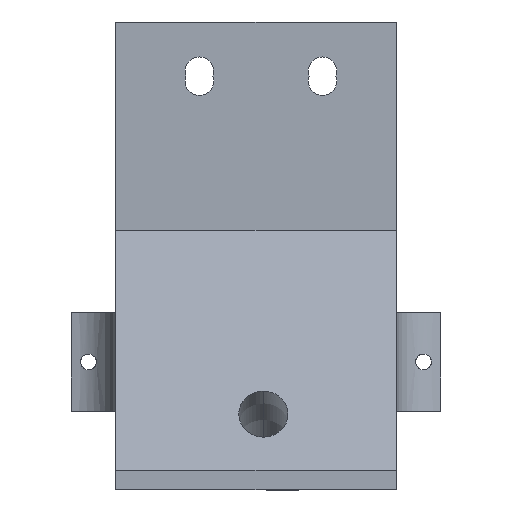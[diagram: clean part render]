
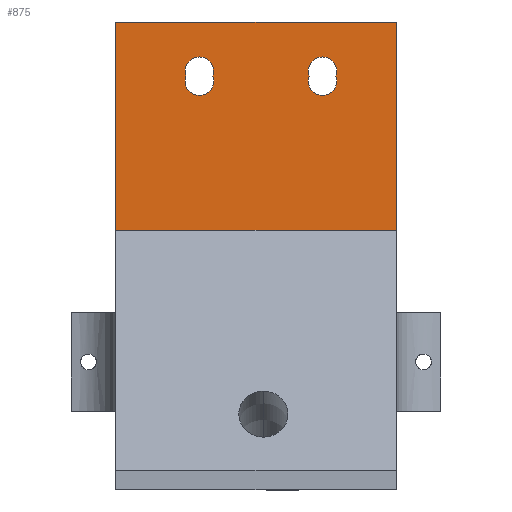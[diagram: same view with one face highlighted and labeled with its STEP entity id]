
A CAD part, front view. The second image highlights one B-rep face of the part: STEP entity #875.
In plain terms, the highlighted planar face has unit normal (0, -1, 0).
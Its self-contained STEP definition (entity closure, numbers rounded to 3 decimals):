
#13 = EDGE_CURVE ( 'NONE', #726, #1579, #1451, .T. ) ;
#39 = ORIENTED_EDGE ( 'NONE', *, *, #1574, .T. ) ;
#60 = DIRECTION ( 'NONE',  ( 0., 0., 1. ) ) ;
#64 = DIRECTION ( 'NONE',  ( 0., 1., 0. ) ) ;
#72 = CARTESIAN_POINT ( 'NONE',  ( 42., -4., -7. ) ) ;
#78 = ORIENTED_EDGE ( 'NONE', *, *, #131, .T. ) ;
#87 = LINE ( 'NONE', #655, #943 ) ;
#112 = VERTEX_POINT ( 'NONE', #681 ) ;
#131 = EDGE_CURVE ( 'NONE', #436, #726, #856, .T. ) ;
#149 = AXIS2_PLACEMENT_3D ( 'NONE', #1042, #64, #1438 ) ;
#166 = VECTOR ( 'NONE', #1014, 1000. ) ;
#168 = AXIS2_PLACEMENT_3D ( 'NONE', #770, #757, #1581 ) ;
#177 = EDGE_CURVE ( 'NONE', #1360, #1206, #1565, .T. ) ;
#197 = VECTOR ( 'NONE', #1485, 1000. ) ;
#225 = ORIENTED_EDGE ( 'NONE', *, *, #1596, .T. ) ;
#227 = LINE ( 'NONE', #789, #1091 ) ;
#264 = EDGE_LOOP ( 'NONE', ( #39, #225, #1075 ) ) ;
#268 = AXIS2_PLACEMENT_3D ( 'NONE', #585, #1383, #1134 ) ;
#287 = CARTESIAN_POINT ( 'NONE',  ( 17., -4., -4.1 ) ) ;
#319 = CARTESIAN_POINT ( 'NONE',  ( 0., -4., -39.257 ) ) ;
#345 = CARTESIAN_POINT ( 'NONE',  ( 14.278, -4., -8. ) ) ;
#358 = CARTESIAN_POINT ( 'NONE',  ( 17., -4., -7. ) ) ;
#373 = FACE_BOUND ( 'NONE', #264, .T. ) ;
#382 = CARTESIAN_POINT ( 'NONE',  ( 42., -4., -4.1 ) ) ;
#386 = VERTEX_POINT ( 'NONE', #319 ) ;
#436 = VERTEX_POINT ( 'NONE', #287 ) ;
#448 = EDGE_CURVE ( 'NONE', #1579, #436, #548, .T. ) ;
#487 = DIRECTION ( 'NONE',  ( 0., 0., 1. ) ) ;
#489 = CARTESIAN_POINT ( 'NONE',  ( 19.722, -4., -8. ) ) ;
#512 = AXIS2_PLACEMENT_3D ( 'NONE', #72, #1164, #487 ) ;
#529 = VERTEX_POINT ( 'NONE', #1580 ) ;
#544 = EDGE_CURVE ( 'NONE', #1204, #112, #1365, .T. ) ;
#547 = DIRECTION ( 'NONE',  ( 0., 0., 1. ) ) ;
#548 = CIRCLE ( 'NONE', #1454, 2.9 ) ;
#559 = CARTESIAN_POINT ( 'NONE',  ( 39.278, -4., -8. ) ) ;
#585 = CARTESIAN_POINT ( 'NONE',  ( 57., -4., 0. ) ) ;
#605 = CARTESIAN_POINT ( 'NONE',  ( 57., -4., 3. ) ) ;
#626 = EDGE_CURVE ( 'NONE', #529, #386, #227, .T. ) ;
#643 = VERTEX_POINT ( 'NONE', #382 ) ;
#655 = CARTESIAN_POINT ( 'NONE',  ( 0., -4., 0. ) ) ;
#660 = ORIENTED_EDGE ( 'NONE', *, *, #448, .T. ) ;
#681 = CARTESIAN_POINT ( 'NONE',  ( 0., -4., 3. ) ) ;
#691 = ORIENTED_EDGE ( 'NONE', *, *, #544, .T. ) ;
#708 = CIRCLE ( 'NONE', #512, 2.9 ) ;
#726 = VERTEX_POINT ( 'NONE', #489 ) ;
#757 = DIRECTION ( 'NONE',  ( 0., 1., 0. ) ) ;
#770 = CARTESIAN_POINT ( 'NONE',  ( 42., -4., -7. ) ) ;
#776 = ORIENTED_EDGE ( 'NONE', *, *, #1239, .T. ) ;
#789 = CARTESIAN_POINT ( 'NONE',  ( 57., -4., -39.257 ) ) ;
#796 = AXIS2_PLACEMENT_3D ( 'NONE', #1381, #1084, #1493 ) ;
#803 = DIRECTION ( 'NONE',  ( 0., 1., 0. ) ) ;
#856 = CIRCLE ( 'NONE', #796, 2.9 ) ;
#874 = CARTESIAN_POINT ( 'NONE',  ( 44.722, -4., -8. ) ) ;
#875 = ADVANCED_FACE ( 'NONE', ( #373, #942, #1256 ), #1262, .F. ) ;
#912 = EDGE_CURVE ( 'NONE', #1204, #529, #1480, .T. ) ;
#942 = FACE_BOUND ( 'NONE', #1733, .T. ) ;
#943 = VECTOR ( 'NONE', #1205, 1000. ) ;
#1014 = DIRECTION ( 'NONE',  ( 0., 0., -1. ) ) ;
#1042 = CARTESIAN_POINT ( 'NONE',  ( 17., -4., -9. ) ) ;
#1075 = ORIENTED_EDGE ( 'NONE', *, *, #177, .T. ) ;
#1084 = DIRECTION ( 'NONE',  ( 0., 1., 0. ) ) ;
#1091 = VECTOR ( 'NONE', #1337, 1000. ) ;
#1098 = EDGE_LOOP ( 'NONE', ( #776, #1646, #1264, #691 ) ) ;
#1134 = DIRECTION ( 'NONE',  ( 0., 0., 1. ) ) ;
#1141 = CIRCLE ( 'NONE', #168, 2.9 ) ;
#1155 = DIRECTION ( 'NONE',  ( 0., 1., 0. ) ) ;
#1164 = DIRECTION ( 'NONE',  ( 0., 1., 0. ) ) ;
#1204 = VERTEX_POINT ( 'NONE', #1783 ) ;
#1205 = DIRECTION ( 'NONE',  ( 0., 0., -1. ) ) ;
#1206 = VERTEX_POINT ( 'NONE', #559 ) ;
#1239 = EDGE_CURVE ( 'NONE', #112, #386, #87, .T. ) ;
#1256 = FACE_OUTER_BOUND ( 'NONE', #1098, .T. ) ;
#1262 = PLANE ( 'NONE',  #268 ) ;
#1264 = ORIENTED_EDGE ( 'NONE', *, *, #912, .F. ) ;
#1337 = DIRECTION ( 'NONE',  ( -1., 0., 0. ) ) ;
#1360 = VERTEX_POINT ( 'NONE', #874 ) ;
#1363 = CARTESIAN_POINT ( 'NONE',  ( 42., -4., -9. ) ) ;
#1365 = LINE ( 'NONE', #1787, #197 ) ;
#1381 = CARTESIAN_POINT ( 'NONE',  ( 17., -4., -7. ) ) ;
#1383 = DIRECTION ( 'NONE',  ( 0., 1., 0. ) ) ;
#1438 = DIRECTION ( 'NONE',  ( 0., 0., 1. ) ) ;
#1451 = CIRCLE ( 'NONE', #149, 2.9 ) ;
#1454 = AXIS2_PLACEMENT_3D ( 'NONE', #358, #1155, #60 ) ;
#1480 = LINE ( 'NONE', #605, #166 ) ;
#1485 = DIRECTION ( 'NONE',  ( -1., 0., 0. ) ) ;
#1493 = DIRECTION ( 'NONE',  ( 0., 0., 1. ) ) ;
#1565 = CIRCLE ( 'NONE', #1681, 2.9 ) ;
#1574 = EDGE_CURVE ( 'NONE', #1206, #643, #1141, .T. ) ;
#1579 = VERTEX_POINT ( 'NONE', #345 ) ;
#1580 = CARTESIAN_POINT ( 'NONE',  ( 57., -4., -39.257 ) ) ;
#1581 = DIRECTION ( 'NONE',  ( 0., 0., 1. ) ) ;
#1596 = EDGE_CURVE ( 'NONE', #643, #1360, #708, .T. ) ;
#1646 = ORIENTED_EDGE ( 'NONE', *, *, #626, .F. ) ;
#1681 = AXIS2_PLACEMENT_3D ( 'NONE', #1363, #803, #547 ) ;
#1733 = EDGE_LOOP ( 'NONE', ( #660, #78, #1748 ) ) ;
#1748 = ORIENTED_EDGE ( 'NONE', *, *, #13, .T. ) ;
#1783 = CARTESIAN_POINT ( 'NONE',  ( 57., -4., 3. ) ) ;
#1787 = CARTESIAN_POINT ( 'NONE',  ( 57., -4., 3. ) ) ;
